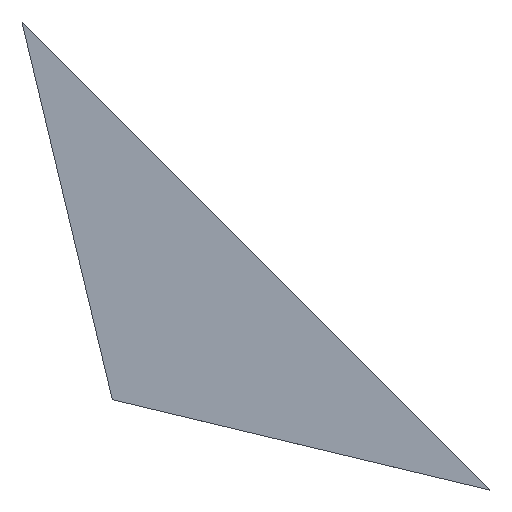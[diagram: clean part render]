
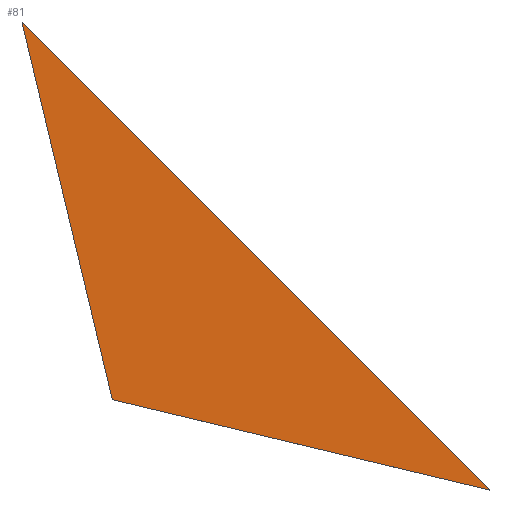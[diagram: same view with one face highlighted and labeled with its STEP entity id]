
A CAD part, top view. The second image highlights one B-rep face of the part: STEP entity #81.
In plain terms, the highlighted planar face has unit normal (0, 0, 1).
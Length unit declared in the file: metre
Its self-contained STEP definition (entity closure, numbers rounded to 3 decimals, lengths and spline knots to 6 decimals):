
#24=ORIENTED_EDGE('',*,*,#32,.F.);
#25=ORIENTED_EDGE('',*,*,#36,.F.);
#26=ORIENTED_EDGE('',*,*,#38,.F.);
#32=EDGE_CURVE('',#41,#42,#47,.T.);
#36=EDGE_CURVE('',#44,#41,#51,.T.);
#38=EDGE_CURVE('',#42,#44,#53,.T.);
#41=VERTEX_POINT('',#128);
#42=VERTEX_POINT('',#130);
#44=VERTEX_POINT('',#136);
#47=LINE('',#129,#56);
#51=LINE('',#137,#60);
#53=LINE('',#140,#62);
#56=VECTOR('',#107,1.);
#60=VECTOR('',#113,1.);
#62=VECTOR('',#117,1.);
#66=EDGE_LOOP('',(#24,#25,#26));
#71=FACE_BOUND('',#66,.T.);
#76=PLANE('',#99);
#81=ADVANCED_FACE('',(#71),#76,.T.);
#99=AXIS2_PLACEMENT_3D('',#141,#118,#119);
#107=DIRECTION('',(-0.233,0.973,0.));
#113=DIRECTION('',(-0.973,0.233,0.));
#117=DIRECTION('',(0.707,-0.707,0.));
#118=DIRECTION('',(0.,0.,1.));
#119=DIRECTION('',(1.,0.,0.));
#128=CARTESIAN_POINT('',(1.174,-0.351642,0.035));
#129=CARTESIAN_POINT('',(1.133673,-0.183015,0.035));
#130=CARTESIAN_POINT('',(1.093346,-0.014389,0.035));
#136=CARTESIAN_POINT('',(1.511253,-0.432296,0.035));
#137=CARTESIAN_POINT('',(1.342626,-0.391969,0.035));
#140=CARTESIAN_POINT('',(1.302299,-0.223342,0.035));
#141=CARTESIAN_POINT('',(1.302299,-0.223342,0.035));
